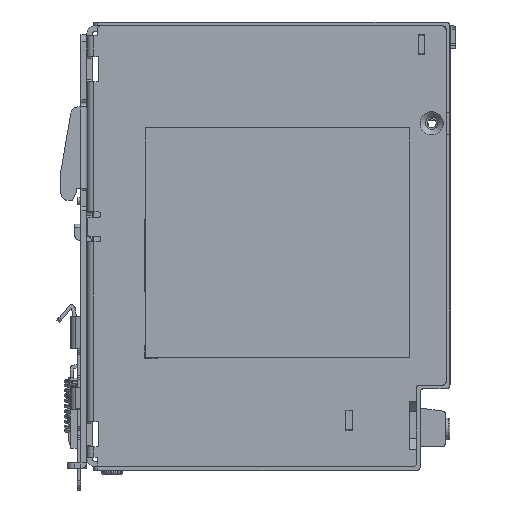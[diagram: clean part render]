
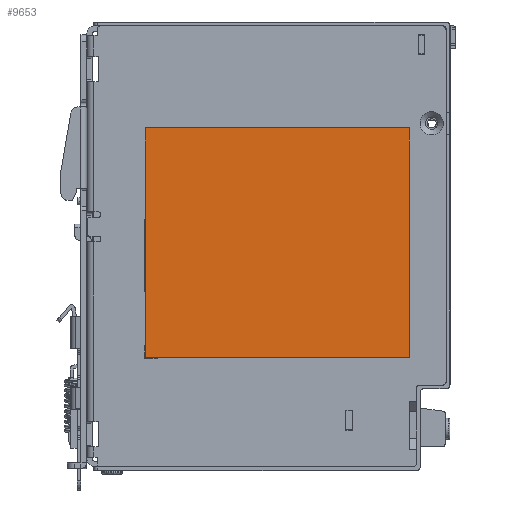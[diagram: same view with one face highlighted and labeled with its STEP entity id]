
A CAD part, top view. The second image highlights one B-rep face of the part: STEP entity #9653.
In plain terms, the highlighted planar face has unit normal (0, 0, 1).
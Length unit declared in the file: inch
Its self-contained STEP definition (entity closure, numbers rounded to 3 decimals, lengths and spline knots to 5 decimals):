
#2747 = EDGE_CURVE ( 'NONE', #36373, #6084, #59233, .T. ) ;
#3454 = DIRECTION ( 'NONE',  ( 0., 0., 1. ) ) ;
#6084 = VERTEX_POINT ( 'NONE', #6745 ) ;
#6745 = CARTESIAN_POINT ( 'NONE',  ( 0.57874, 1.2874, 0.63287 ) ) ;
#8791 = DIRECTION ( 'NONE',  ( 0., 1., 0. ) ) ;
#9653 = ADVANCED_FACE ( 'NONE', ( #61401 ), #34020, .T. ) ;
#11793 = EDGE_CURVE ( 'NONE', #6084, #20370, #80737, .T. ) ;
#12661 = ORIENTED_EDGE ( 'NONE', *, *, #60261, .T. ) ;
#14760 = CARTESIAN_POINT ( 'NONE',  ( 3.45276, 1.2874, 0.63287 ) ) ;
#17645 = DIRECTION ( 'NONE',  ( 1., 0., 0. ) ) ;
#18891 = CARTESIAN_POINT ( 'NONE',  ( 0.57874, -1.2126, 0.63287 ) ) ;
#20243 = VECTOR ( 'NONE', #81173, 39.37008 ) ;
#20370 = VERTEX_POINT ( 'NONE', #18891 ) ;
#20779 = VERTEX_POINT ( 'NONE', #42213 ) ;
#29520 = DIRECTION ( 'NONE',  ( 1., 0., 0. ) ) ;
#34020 = PLANE ( 'NONE',  #35379 ) ;
#34060 = DIRECTION ( 'NONE',  ( -1., 0., 0. ) ) ;
#35379 = AXIS2_PLACEMENT_3D ( 'NONE', #36595, #3454, #29520 ) ;
#36373 = VERTEX_POINT ( 'NONE', #14760 ) ;
#36595 = CARTESIAN_POINT ( 'NONE',  ( 3.45276, 1.2874, 0.63287 ) ) ;
#36613 = LINE ( 'NONE', #69397, #66192 ) ;
#41809 = CARTESIAN_POINT ( 'NONE',  ( 0.57874, 1.2874, 0.63287 ) ) ;
#42213 = CARTESIAN_POINT ( 'NONE',  ( 3.45276, -1.2126, 0.63287 ) ) ;
#43909 = EDGE_LOOP ( 'NONE', ( #70157, #53107, #12661, #66250 ) ) ;
#46858 = VECTOR ( 'NONE', #34060, 39.37008 ) ;
#52586 = CARTESIAN_POINT ( 'NONE',  ( 3.45276, 1.2874, 0.63287 ) ) ;
#53107 = ORIENTED_EDGE ( 'NONE', *, *, #69504, .T. ) ;
#56584 = VECTOR ( 'NONE', #17645, 39.37008 ) ;
#59233 = LINE ( 'NONE', #52586, #46858 ) ;
#60261 = EDGE_CURVE ( 'NONE', #20779, #36373, #36613, .T. ) ;
#61401 = FACE_OUTER_BOUND ( 'NONE', #43909, .T. ) ;
#66192 = VECTOR ( 'NONE', #8791, 39.37008 ) ;
#66250 = ORIENTED_EDGE ( 'NONE', *, *, #2747, .T. ) ;
#69397 = CARTESIAN_POINT ( 'NONE',  ( 3.45276, -1.2126, 0.63287 ) ) ;
#69504 = EDGE_CURVE ( 'NONE', #20370, #20779, #71662, .T. ) ;
#70157 = ORIENTED_EDGE ( 'NONE', *, *, #11793, .T. ) ;
#71662 = LINE ( 'NONE', #84430, #56584 ) ;
#80737 = LINE ( 'NONE', #41809, #20243 ) ;
#81173 = DIRECTION ( 'NONE',  ( 0., -1., 0. ) ) ;
#84430 = CARTESIAN_POINT ( 'NONE',  ( 0.57874, -1.2126, 0.63287 ) ) ;
